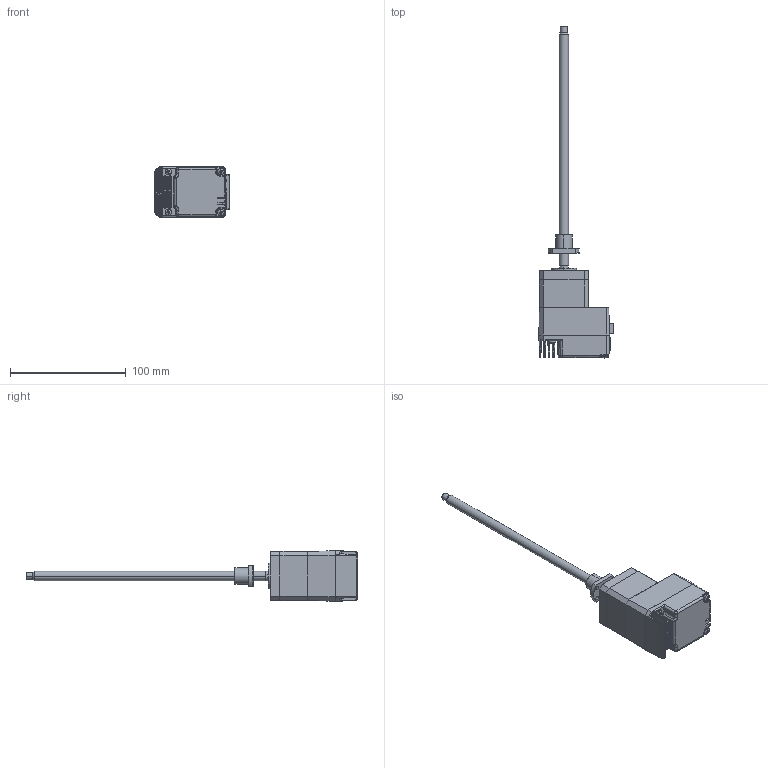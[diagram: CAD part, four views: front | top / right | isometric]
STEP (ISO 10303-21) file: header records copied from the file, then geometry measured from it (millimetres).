
FILE_DESCRIPTION (( 'STEP AP203' ), '1' );
FILE_NAME ('TSM17Q-2RG-B0802-205-AK1-S.STEP', '2019-11-13T06:27:24', ( 'Sky123.Org' ), ( 'Sky123.Org' ), 'SwSTEP 2.0', 'SolidWorks 2014', '' );
FILE_SCHEMA (( 'CONFIG_CONTROL_DESIGN' ));
Length unit declared in the file: millimetre
Products named in the file (1): TSM17Q-2RG-B0802-205-AK1-S
Bounding box: 64.11 x 286.37 x 43.53 mm (x, y, z)
Surface area: 35703.3 mm2 (no closed solid volume)
Topology: 0 solids, 23 shells, 401 faces, 1419 edges, 1017 vertices
Faces by surface type: plane 202, cylinder 123, bspline 50, cone 18, sphere 8
Entity records: 17491 total; most frequent: CARTESIAN_POINT 5790, DIRECTION 2294, ORIENTED_EDGE 2198, EDGE_CURVE 1415, VERTEX_POINT 1017, VECTOR 896, LINE 896, AXIS2_PLACEMENT_3D 699
